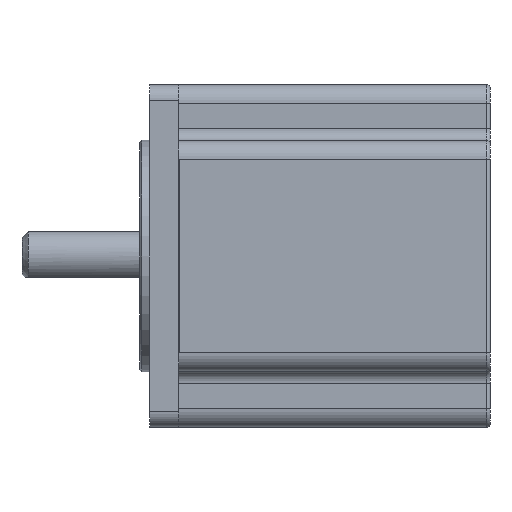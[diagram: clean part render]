
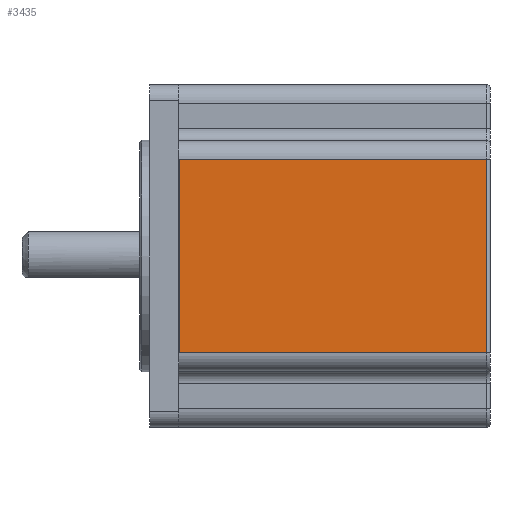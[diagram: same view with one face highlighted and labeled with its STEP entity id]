
A CAD part, left-side view. The second image highlights one B-rep face of the part: STEP entity #3435.
In plain terms, the highlighted planar face has unit normal (-1, 0, 0).
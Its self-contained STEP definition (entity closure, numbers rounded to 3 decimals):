
#93 = CARTESIAN_POINT ( 'NONE',  ( -28.15, -4.9, -15.95 ) ) ;
#216 = VERTEX_POINT ( 'NONE', #93 ) ;
#243 = LINE ( 'NONE', #2913, #2931 ) ;
#368 = EDGE_CURVE ( 'NONE', #1141, #3438, #2176, .T. ) ;
#521 = PLANE ( 'NONE',  #3661 ) ;
#592 = EDGE_CURVE ( 'NONE', #3438, #1678, #2633, .T. ) ;
#649 = ORIENTED_EDGE ( 'NONE', *, *, #3313, .F. ) ;
#689 = CARTESIAN_POINT ( 'NONE',  ( -28.15, -4.8, 15.95 ) ) ;
#715 = DIRECTION ( 'NONE',  ( 0., -1., 0. ) ) ;
#874 = DIRECTION ( 'NONE',  ( -1., 0., 0. ) ) ;
#985 = ORIENTED_EDGE ( 'NONE', *, *, #592, .T. ) ;
#1141 = VERTEX_POINT ( 'NONE', #3843 ) ;
#1397 = DIRECTION ( 'NONE',  ( 0., 1., 0. ) ) ;
#1538 = FACE_OUTER_BOUND ( 'NONE', #4034, .T. ) ;
#1637 = CARTESIAN_POINT ( 'NONE',  ( -28.15, -55.5, 15.95 ) ) ;
#1678 = VERTEX_POINT ( 'NONE', #2858 ) ;
#1684 = VECTOR ( 'NONE', #1397, 1000. ) ;
#2176 = LINE ( 'NONE', #1637, #3214 ) ;
#2208 = ORIENTED_EDGE ( 'NONE', *, *, #3139, .T. ) ;
#2266 = LINE ( 'NONE', #2822, #4132 ) ;
#2391 = ORIENTED_EDGE ( 'NONE', *, *, #368, .T. ) ;
#2633 = LINE ( 'NONE', #689, #1684 ) ;
#2822 = CARTESIAN_POINT ( 'NONE',  ( -28.15, -56., -15.95 ) ) ;
#2858 = CARTESIAN_POINT ( 'NONE',  ( -28.15, -4.9, 15.95 ) ) ;
#2913 = CARTESIAN_POINT ( 'NONE',  ( -28.15, -4.9, -15.95 ) ) ;
#2931 = VECTOR ( 'NONE', #3247, 1000. ) ;
#2973 = CARTESIAN_POINT ( 'NONE',  ( -28.15, -56., -28.15 ) ) ;
#3139 = EDGE_CURVE ( 'NONE', #216, #1141, #2266, .T. ) ;
#3214 = VECTOR ( 'NONE', #4103, 1000. ) ;
#3247 = DIRECTION ( 'NONE',  ( 0., 0., 1. ) ) ;
#3303 = CARTESIAN_POINT ( 'NONE',  ( -28.15, -55.5, 15.95 ) ) ;
#3313 = EDGE_CURVE ( 'NONE', #216, #1678, #243, .T. ) ;
#3318 = DIRECTION ( 'NONE',  ( 0., 0., 1. ) ) ;
#3435 = ADVANCED_FACE ( 'NONE', ( #1538 ), #521, .T. ) ;
#3438 = VERTEX_POINT ( 'NONE', #3303 ) ;
#3661 = AXIS2_PLACEMENT_3D ( 'NONE', #2973, #874, #3318 ) ;
#3843 = CARTESIAN_POINT ( 'NONE',  ( -28.15, -55.5, -15.95 ) ) ;
#4034 = EDGE_LOOP ( 'NONE', ( #2208, #2391, #985, #649 ) ) ;
#4103 = DIRECTION ( 'NONE',  ( 0., 0., 1. ) ) ;
#4132 = VECTOR ( 'NONE', #715, 1000. ) ;
